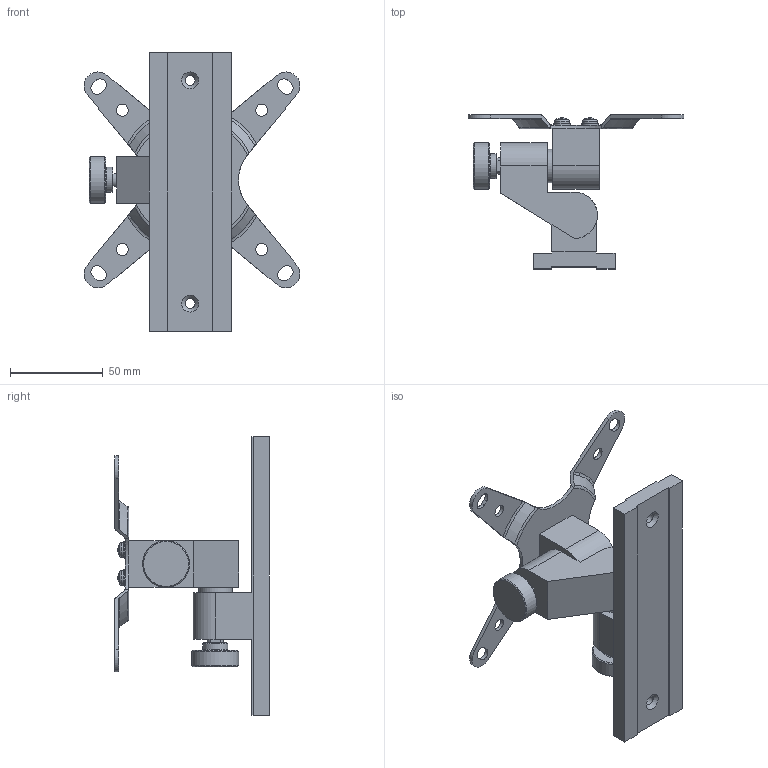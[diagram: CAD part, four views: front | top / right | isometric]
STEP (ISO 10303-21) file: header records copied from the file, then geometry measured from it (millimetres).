
FILE_DESCRIPTION(/* description */ ('KriTec TFT/ LCD Wandhalterung schwenk- und neigbar'),/* implementation_level */ '2;1');
FILE_NAME(/* name */ '13720_KriTec_TFT_LCD_Wandhalterung_schwenk-_und_neigbar.stp',/* time_stamp */ '2020-02-24T11:51:35+01:00',/* author */ ('Nell'),/* organization */ (''),/* preprocessor_version */ 'ST-DEVELOPER v17',/* originating_system */ 'Autodesk Inventor 2018',/* authorisation */ '');
FILE_SCHEMA (('AUTOMOTIVE_DESIGN { 1 0 10303 214 3 1 1 }'));
Length unit declared in the file: millimetre
Products named in the file (8): 13720; 13720_4; 13720_3; 13720_2; 13720_1; 13720_5; ISO 7045 - M4 x 12 - 4.8 - H; DIN 125-1 - B 4,3
Assembly tree (14 placements, depth 2):
  13720
    13720_4
    13720_3
    13720_2
    13720_1
    13720_5  x2
    ISO 7045 - M4 x 12 - 4.8 - H  x4
    DIN 125-1 - B 4,3  x4
Bounding box: 116.12 x 82.9 x 150 mm (x, y, z)
Volume: 154344.3 mm3; surface area: 53625.7 mm2
Topology: 14 solids, 14 shells, 312 faces, 842 edges, 568 vertices
Faces by surface type: plane 120, cone 82, cylinder 66, torus 40, sphere 4
Full cylindrical faces by diameter (mm): 1 x4, 3 x6, 3.621 x4, 4 x4, 4.3 x4, 4.917 x2, 5.25 x2, 5.5 x2, 6.5 x4, 9 x4, 13.5 x2, 18 x2, 25.2 x2
Entity records: 6912 total; most frequent: CARTESIAN_POINT 1523, DIRECTION 1089, ORIENTED_EDGE 1050, EDGE_CURVE 525, AXIS2_PLACEMENT_3D 437, VERTEX_POINT 359, EDGE_LOOP 238, CIRCLE 222
